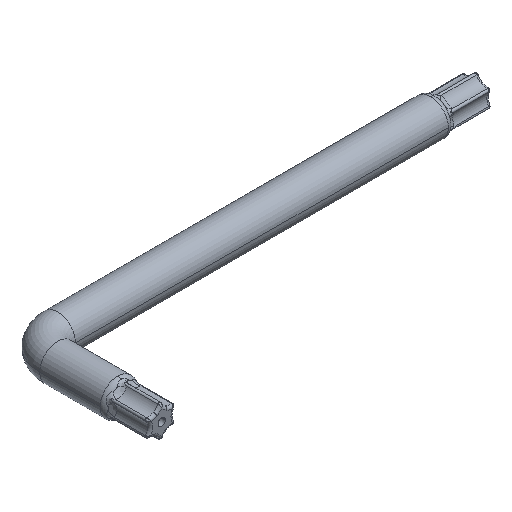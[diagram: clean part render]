
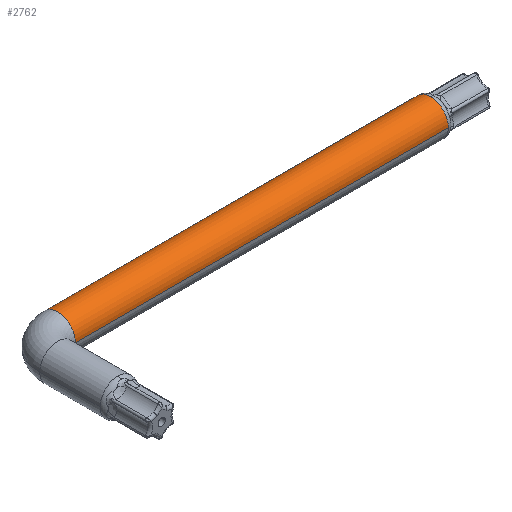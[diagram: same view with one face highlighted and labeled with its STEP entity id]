
A CAD part, isometric view. The second image highlights one B-rep face of the part: STEP entity #2762.
In plain terms, the highlighted cylindrical face has radius 3.5 mm (diameter 7 mm), a partial arc.
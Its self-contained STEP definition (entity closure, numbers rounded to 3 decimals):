
#359 = ORIENTED_EDGE ( 'NONE', *, *, #3380, .F. ) ;
#465 = CARTESIAN_POINT ( 'NONE',  ( 5., 3.5, 0. ) ) ;
#517 = CARTESIAN_POINT ( 'NONE',  ( 5., 0., 0. ) ) ;
#576 = DIRECTION ( 'NONE',  ( 1., 0., 0. ) ) ;
#586 = AXIS2_PLACEMENT_3D ( 'NONE', #3773, #3323, #2995 ) ;
#654 = AXIS2_PLACEMENT_3D ( 'NONE', #4193, #576, #1942 ) ;
#901 = EDGE_LOOP ( 'NONE', ( #4573, #2918, #3201, #1729, #359 ) ) ;
#1087 = LINE ( 'NONE', #2517, #3505 ) ;
#1167 = DIRECTION ( 'NONE',  ( 1., 0., 0. ) ) ;
#1176 = VECTOR ( 'NONE', #4170, 1000. ) ;
#1205 = EDGE_CURVE ( 'NONE', #1772, #2785, #1611, .T. ) ;
#1303 = LINE ( 'NONE', #2714, #1176 ) ;
#1497 = VERTEX_POINT ( 'NONE', #465 ) ;
#1503 = EDGE_CURVE ( 'NONE', #3064, #2785, #1087, .T. ) ;
#1611 = CIRCLE ( 'NONE', #4202, 3.5 ) ;
#1729 = ORIENTED_EDGE ( 'NONE', *, *, #1205, .F. ) ;
#1772 = VERTEX_POINT ( 'NONE', #4557 ) ;
#1927 = CARTESIAN_POINT ( 'NONE',  ( 78.052, -3.5, 0. ) ) ;
#1942 = DIRECTION ( 'NONE',  ( 0., -1., 0. ) ) ;
#2009 = CARTESIAN_POINT ( 'NONE',  ( 78.052, 0., 0. ) ) ;
#2057 = CIRCLE ( 'NONE', #654, 3.5 ) ;
#2210 = EDGE_CURVE ( 'NONE', #1497, #3656, #1303, .T. ) ;
#2244 = EDGE_CURVE ( 'NONE', #1497, #3064, #2057, .T. ) ;
#2517 = CARTESIAN_POINT ( 'NONE',  ( 5., -3.5, 0. ) ) ;
#2673 = CARTESIAN_POINT ( 'NONE',  ( 78.052, 3.5, 0. ) ) ;
#2714 = CARTESIAN_POINT ( 'NONE',  ( 5., 3.5, 0. ) ) ;
#2762 = ADVANCED_FACE ( 'NONE', ( #4441 ), #3027, .T. ) ;
#2785 = VERTEX_POINT ( 'NONE', #1927 ) ;
#2918 = ORIENTED_EDGE ( 'NONE', *, *, #2244, .T. ) ;
#2986 = AXIS2_PLACEMENT_3D ( 'NONE', #517, #1167, #4104 ) ;
#2995 = DIRECTION ( 'NONE',  ( 0., -1., 0. ) ) ;
#3027 = CYLINDRICAL_SURFACE ( 'NONE', #2986, 3.5 ) ;
#3064 = VERTEX_POINT ( 'NONE', #4559 ) ;
#3105 = DIRECTION ( 'NONE',  ( 0., -1., 0. ) ) ;
#3201 = ORIENTED_EDGE ( 'NONE', *, *, #1503, .T. ) ;
#3212 = CIRCLE ( 'NONE', #586, 3.5 ) ;
#3323 = DIRECTION ( 'NONE',  ( 1., 0., 0. ) ) ;
#3380 = EDGE_CURVE ( 'NONE', #3656, #1772, #3212, .T. ) ;
#3471 = DIRECTION ( 'NONE',  ( 1., 0., 0. ) ) ;
#3505 = VECTOR ( 'NONE', #4526, 1000. ) ;
#3656 = VERTEX_POINT ( 'NONE', #2673 ) ;
#3773 = CARTESIAN_POINT ( 'NONE',  ( 78.052, 0., 0. ) ) ;
#4104 = DIRECTION ( 'NONE',  ( 0., -1., 0. ) ) ;
#4170 = DIRECTION ( 'NONE',  ( 1., 0., 0. ) ) ;
#4193 = CARTESIAN_POINT ( 'NONE',  ( 5., 0., 0. ) ) ;
#4202 = AXIS2_PLACEMENT_3D ( 'NONE', #2009, #3471, #3105 ) ;
#4441 = FACE_OUTER_BOUND ( 'NONE', #901, .T. ) ;
#4526 = DIRECTION ( 'NONE',  ( 1., 0., 0. ) ) ;
#4557 = CARTESIAN_POINT ( 'NONE',  ( 78.052, 0., 3.5 ) ) ;
#4559 = CARTESIAN_POINT ( 'NONE',  ( 5., -3.5, 0. ) ) ;
#4573 = ORIENTED_EDGE ( 'NONE', *, *, #2210, .F. ) ;
